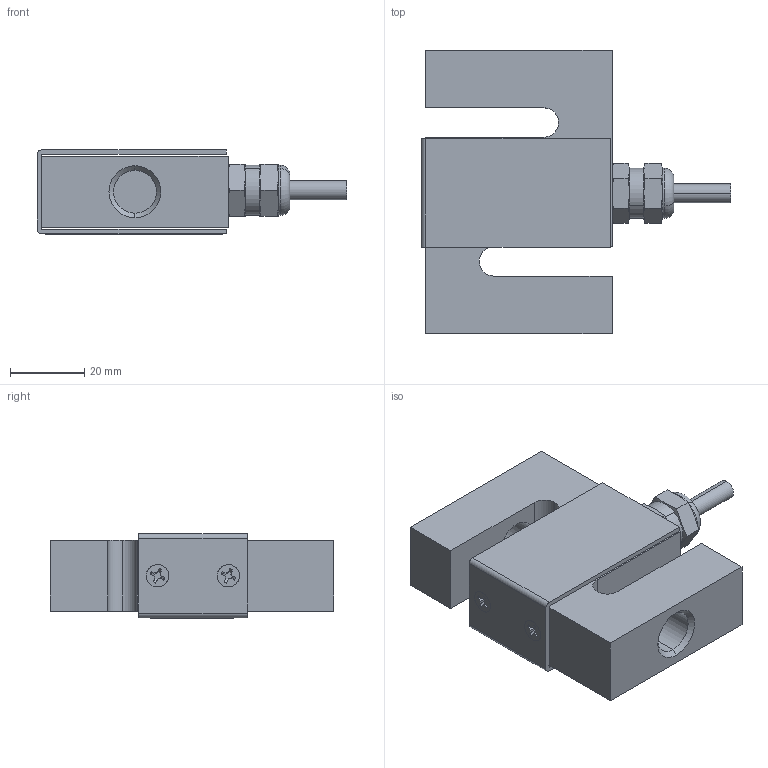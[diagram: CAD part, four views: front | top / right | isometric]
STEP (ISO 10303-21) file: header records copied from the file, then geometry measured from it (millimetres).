
FILE_DESCRIPTION (( 'STEP AP214' ), '1' );
FILE_NAME ('ZD1-C-500 X1 (STEP).STEP', '2021-07-30T21:30:29', ( '' ), ( '' ), 'SwSTEP 2.0', 'SolidWorks 2021', '' );
FILE_SCHEMA (( 'AUTOMOTIVE_DESIGN' ));
Length unit declared in the file: inch
Products named in the file (1): ZD1-C-500 X1 (STEP)
Bounding box: 83.25 x 76.2 x 22.73 mm (x, y, z)
Volume: 66698.5 mm3; surface area: 26436.9 mm2
Topology: 7 solids, 7 shells, 288 faces, 1189 edges, 1004 vertices
Faces by surface type: plane 177, cylinder 57, cone 46, bspline 6, torus 2
Entity records: 22569 total; most frequent: CARTESIAN_POINT 9156, ORIENTED_EDGE 2370, DIRECTION 1451, EDGE_CURVE 1185, VERTEX_POINT 1004, VECTOR 637, LINE 637, AXIS2_PLACEMENT_3D 407
